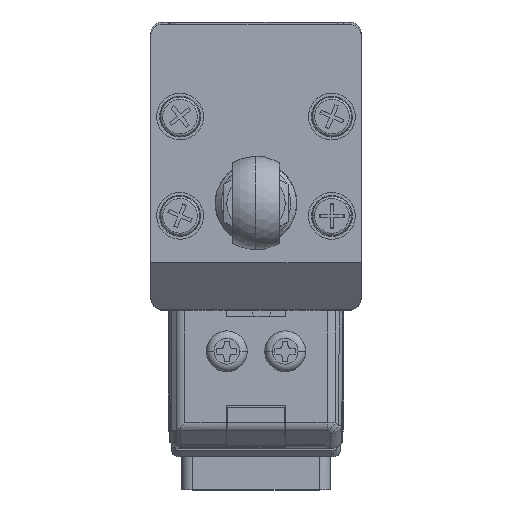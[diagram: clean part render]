
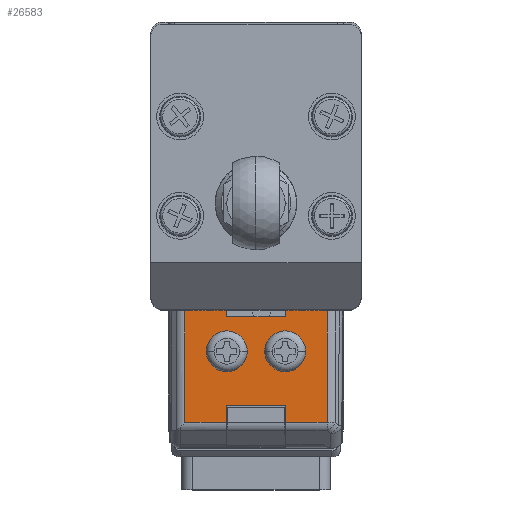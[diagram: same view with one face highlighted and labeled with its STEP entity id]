
A CAD part, top view. The second image highlights one B-rep face of the part: STEP entity #26583.
In plain terms, the highlighted planar face has unit normal (0, 0, 1).
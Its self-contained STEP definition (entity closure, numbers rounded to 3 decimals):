
#561 = DIRECTION ( 'NONE',  ( 1., 0., 0. ) ) ;
#601 = CARTESIAN_POINT ( 'NONE',  ( 1.75, 2.5, 22. ) ) ;
#642 = VECTOR ( 'NONE', #8309, 1000. ) ;
#748 = CARTESIAN_POINT ( 'NONE',  ( -7.5, -2.525, 22. ) ) ;
#1279 = EDGE_CURVE ( 'NONE', #20377, #52375, #18639, .T. ) ;
#1303 = LINE ( 'NONE', #5404, #38202 ) ;
#2806 = ORIENTED_EDGE ( 'NONE', *, *, #52009, .T. ) ;
#2925 = CIRCLE ( 'NONE', #10697, 1.75 ) ;
#3031 = ORIENTED_EDGE ( 'NONE', *, *, #67577, .F. ) ;
#3125 = EDGE_LOOP ( 'NONE', ( #39087, #2806, #18546, #48837, #21542, #4178, #67646, #36312, #13238, #5865, #5826, #52827 ) ) ;
#3174 = DIRECTION ( 'NONE',  ( 1., 0., 0. ) ) ;
#4178 = ORIENTED_EDGE ( 'NONE', *, *, #15585, .T. ) ;
#4319 = CARTESIAN_POINT ( 'NONE',  ( 0., -2.5, 22. ) ) ;
#4938 = DIRECTION ( 'NONE',  ( 0., 0., 1. ) ) ;
#5134 = EDGE_CURVE ( 'NONE', #49479, #42111, #25358, .T. ) ;
#5262 = DIRECTION ( 'NONE',  ( 0., 1., 0. ) ) ;
#5404 = CARTESIAN_POINT ( 'NONE',  ( -7.5, 6.086, 22. ) ) ;
#5826 = ORIENTED_EDGE ( 'NONE', *, *, #19558, .T. ) ;
#5865 = ORIENTED_EDGE ( 'NONE', *, *, #14175, .F. ) ;
#5905 = CARTESIAN_POINT ( 'NONE',  ( -7.5, 6.086, 22. ) ) ;
#6472 = DIRECTION ( 'NONE',  ( 0., 1., 0. ) ) ;
#6852 = CARTESIAN_POINT ( 'NONE',  ( -2.975, -2.525, 22. ) ) ;
#7160 = EDGE_CURVE ( 'NONE', #42111, #47579, #35009, .T. ) ;
#7889 = FACE_BOUND ( 'NONE', #37033, .T. ) ;
#8096 = CARTESIAN_POINT ( 'NONE',  ( 6.086, 2.55, 22. ) ) ;
#8309 = DIRECTION ( 'NONE',  ( 1., 0., 0. ) ) ;
#8632 = VERTEX_POINT ( 'NONE', #63510 ) ;
#8644 = CARTESIAN_POINT ( 'NONE',  ( 4.6, 2.55, 22. ) ) ;
#8681 = CARTESIAN_POINT ( 'NONE',  ( 0., 2.5, 22. ) ) ;
#9504 = AXIS2_PLACEMENT_3D ( 'NONE', #8681, #34062, #3174 ) ;
#9774 = CARTESIAN_POINT ( 'NONE',  ( -2.975, 2.525, 22. ) ) ;
#9882 = EDGE_CURVE ( 'NONE', #60467, #20931, #48843, .T. ) ;
#10519 = DIRECTION ( 'NONE',  ( 1., 0., 0. ) ) ;
#10697 = AXIS2_PLACEMENT_3D ( 'NONE', #4319, #62195, #10519 ) ;
#11285 = CARTESIAN_POINT ( 'NONE',  ( 4.6, -2.55, 22. ) ) ;
#11739 = VERTEX_POINT ( 'NONE', #9774 ) ;
#12719 = CARTESIAN_POINT ( 'NONE',  ( -7.5, -7.5, 22. ) ) ;
#12881 = VECTOR ( 'NONE', #64661, 1000. ) ;
#13238 = ORIENTED_EDGE ( 'NONE', *, *, #23530, .F. ) ;
#13247 = EDGE_CURVE ( 'NONE', #37267, #41825, #35712, .T. ) ;
#13375 = PLANE ( 'NONE',  #62812 ) ;
#13522 = CARTESIAN_POINT ( 'NONE',  ( 4.6, 2.55, 22. ) ) ;
#13716 = DIRECTION ( 'NONE',  ( 1., 0., 0. ) ) ;
#14175 = EDGE_CURVE ( 'NONE', #21293, #11739, #56967, .T. ) ;
#14678 = CARTESIAN_POINT ( 'NONE',  ( -2.975, 2.525, 22. ) ) ;
#14917 = CIRCLE ( 'NONE', #9504, 1.75 ) ;
#15106 = EDGE_CURVE ( 'NONE', #41825, #37267, #14917, .T. ) ;
#15218 = CARTESIAN_POINT ( 'NONE',  ( -2.975, -2.525, 22. ) ) ;
#15585 = EDGE_CURVE ( 'NONE', #16263, #32929, #21551, .T. ) ;
#16141 = CARTESIAN_POINT ( 'NONE',  ( -2.975, -2.525, 22. ) ) ;
#16263 = VERTEX_POINT ( 'NONE', #8096 ) ;
#18546 = ORIENTED_EDGE ( 'NONE', *, *, #1279, .F. ) ;
#18639 = LINE ( 'NONE', #52229, #41559 ) ;
#19558 = EDGE_CURVE ( 'NONE', #21293, #49479, #33226, .T. ) ;
#20377 = VERTEX_POINT ( 'NONE', #46465 ) ;
#20931 = VERTEX_POINT ( 'NONE', #23758 ) ;
#21293 = VERTEX_POINT ( 'NONE', #16141 ) ;
#21493 = AXIS2_PLACEMENT_3D ( 'NONE', #51809, #4938, #31655 ) ;
#21542 = ORIENTED_EDGE ( 'NONE', *, *, #59233, .T. ) ;
#21551 = LINE ( 'NONE', #53351, #12881 ) ;
#21555 = LINE ( 'NONE', #11285, #30126 ) ;
#23530 = EDGE_CURVE ( 'NONE', #11739, #20931, #65384, .T. ) ;
#23758 = CARTESIAN_POINT ( 'NONE',  ( -7.5, 2.525, 22. ) ) ;
#25358 = LINE ( 'NONE', #56496, #61659 ) ;
#26583 = ADVANCED_FACE ( 'NONE', ( #7889, #59606, #66057 ), #13375, .T. ) ;
#26798 = CARTESIAN_POINT ( 'NONE',  ( 6.086, -2.55, 22. ) ) ;
#27447 = ORIENTED_EDGE ( 'NONE', *, *, #61796, .F. ) ;
#28747 = VECTOR ( 'NONE', #35573, 1000. ) ;
#28798 = DIRECTION ( 'NONE',  ( 0., 0., 1. ) ) ;
#30126 = VECTOR ( 'NONE', #6472, 1000. ) ;
#31655 = DIRECTION ( 'NONE',  ( 1., 0., 0. ) ) ;
#32929 = VERTEX_POINT ( 'NONE', #60860 ) ;
#33226 = LINE ( 'NONE', #6852, #45945 ) ;
#33268 = ORIENTED_EDGE ( 'NONE', *, *, #15106, .F. ) ;
#33774 = VECTOR ( 'NONE', #40317, 1000. ) ;
#34062 = DIRECTION ( 'NONE',  ( 0., 0., 1. ) ) ;
#34411 = DIRECTION ( 'NONE',  ( 1., 0., 0. ) ) ;
#34769 = CARTESIAN_POINT ( 'NONE',  ( 6.086, -6.086, 22. ) ) ;
#35009 = LINE ( 'NONE', #39166, #642 ) ;
#35573 = DIRECTION ( 'NONE',  ( -1., 0., 0. ) ) ;
#35712 = CIRCLE ( 'NONE', #21493, 1.75 ) ;
#36312 = ORIENTED_EDGE ( 'NONE', *, *, #9882, .T. ) ;
#37033 = EDGE_LOOP ( 'NONE', ( #33268, #42718 ) ) ;
#37267 = VERTEX_POINT ( 'NONE', #64201 ) ;
#37993 = DIRECTION ( 'NONE',  ( -1., 0., 0. ) ) ;
#38084 = EDGE_CURVE ( 'NONE', #32929, #60467, #1303, .T. ) ;
#38202 = VECTOR ( 'NONE', #37993, 1000. ) ;
#39087 = ORIENTED_EDGE ( 'NONE', *, *, #7160, .T. ) ;
#39166 = CARTESIAN_POINT ( 'NONE',  ( -7.5, -6.086, 22. ) ) ;
#39991 = LINE ( 'NONE', #44409, #33774 ) ;
#40317 = DIRECTION ( 'NONE',  ( 0., 1., 0. ) ) ;
#40673 = EDGE_CURVE ( 'NONE', #20377, #54012, #21555, .T. ) ;
#40728 = AXIS2_PLACEMENT_3D ( 'NONE', #49673, #55173, #58736 ) ;
#41456 = DIRECTION ( 'NONE',  ( 0., -1., 0. ) ) ;
#41559 = VECTOR ( 'NONE', #561, 1000. ) ;
#41825 = VERTEX_POINT ( 'NONE', #601 ) ;
#41835 = CIRCLE ( 'NONE', #40728, 1.75 ) ;
#42111 = VERTEX_POINT ( 'NONE', #55191 ) ;
#42718 = ORIENTED_EDGE ( 'NONE', *, *, #13247, .F. ) ;
#43469 = DIRECTION ( 'NONE',  ( -1., 0., 0. ) ) ;
#44168 = CARTESIAN_POINT ( 'NONE',  ( 1.75, -2.5, 22. ) ) ;
#44409 = CARTESIAN_POINT ( 'NONE',  ( 6.086, -7.5, 22. ) ) ;
#45945 = VECTOR ( 'NONE', #43469, 1000. ) ;
#46465 = CARTESIAN_POINT ( 'NONE',  ( 4.6, -2.55, 22. ) ) ;
#47579 = VERTEX_POINT ( 'NONE', #34769 ) ;
#47581 = VECTOR ( 'NONE', #5262, 1000. ) ;
#48837 = ORIENTED_EDGE ( 'NONE', *, *, #40673, .T. ) ;
#48843 = LINE ( 'NONE', #64290, #60891 ) ;
#49148 = EDGE_LOOP ( 'NONE', ( #27447, #3031 ) ) ;
#49479 = VERTEX_POINT ( 'NONE', #748 ) ;
#49673 = CARTESIAN_POINT ( 'NONE',  ( 0., -2.5, 22. ) ) ;
#50071 = LINE ( 'NONE', #13522, #61443 ) ;
#51809 = CARTESIAN_POINT ( 'NONE',  ( 0., 2.5, 22. ) ) ;
#52009 = EDGE_CURVE ( 'NONE', #47579, #52375, #39991, .T. ) ;
#52229 = CARTESIAN_POINT ( 'NONE',  ( 4.6, -2.55, 22. ) ) ;
#52375 = VERTEX_POINT ( 'NONE', #26798 ) ;
#52827 = ORIENTED_EDGE ( 'NONE', *, *, #5134, .T. ) ;
#53351 = CARTESIAN_POINT ( 'NONE',  ( 6.086, -7.5, 22. ) ) ;
#54012 = VERTEX_POINT ( 'NONE', #8644 ) ;
#55173 = DIRECTION ( 'NONE',  ( 0., 0., 1. ) ) ;
#55191 = CARTESIAN_POINT ( 'NONE',  ( -7.5, -6.086, 22. ) ) ;
#56060 = VERTEX_POINT ( 'NONE', #44168 ) ;
#56496 = CARTESIAN_POINT ( 'NONE',  ( -7.5, -7.5, 22. ) ) ;
#56967 = LINE ( 'NONE', #15218, #47581 ) ;
#58736 = DIRECTION ( 'NONE',  ( 1., 0., 0. ) ) ;
#59169 = DIRECTION ( 'NONE',  ( 0., -1., 0. ) ) ;
#59233 = EDGE_CURVE ( 'NONE', #54012, #16263, #50071, .T. ) ;
#59606 = FACE_BOUND ( 'NONE', #49148, .T. ) ;
#60467 = VERTEX_POINT ( 'NONE', #5905 ) ;
#60860 = CARTESIAN_POINT ( 'NONE',  ( 6.086, 6.086, 22. ) ) ;
#60891 = VECTOR ( 'NONE', #59169, 1000. ) ;
#61443 = VECTOR ( 'NONE', #34411, 1000. ) ;
#61659 = VECTOR ( 'NONE', #41456, 1000. ) ;
#61796 = EDGE_CURVE ( 'NONE', #56060, #8632, #41835, .T. ) ;
#62195 = DIRECTION ( 'NONE',  ( 0., 0., 1. ) ) ;
#62812 = AXIS2_PLACEMENT_3D ( 'NONE', #12719, #28798, #13716 ) ;
#63510 = CARTESIAN_POINT ( 'NONE',  ( -1.75, -2.5, 22. ) ) ;
#64201 = CARTESIAN_POINT ( 'NONE',  ( -1.75, 2.5, 22. ) ) ;
#64290 = CARTESIAN_POINT ( 'NONE',  ( -7.5, -7.5, 22. ) ) ;
#64661 = DIRECTION ( 'NONE',  ( 0., 1., 0. ) ) ;
#65384 = LINE ( 'NONE', #14678, #28747 ) ;
#66057 = FACE_OUTER_BOUND ( 'NONE', #3125, .T. ) ;
#67577 = EDGE_CURVE ( 'NONE', #8632, #56060, #2925, .T. ) ;
#67646 = ORIENTED_EDGE ( 'NONE', *, *, #38084, .T. ) ;
